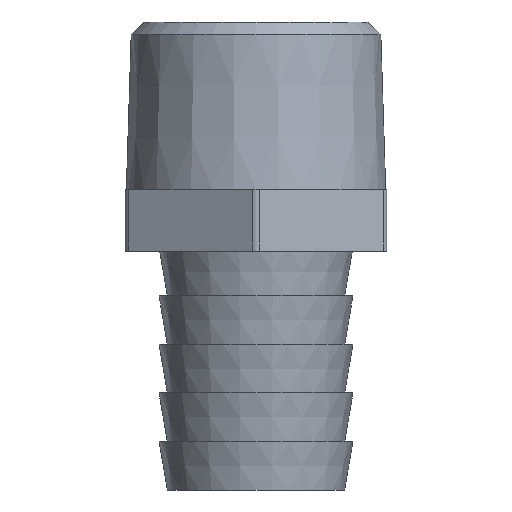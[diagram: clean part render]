
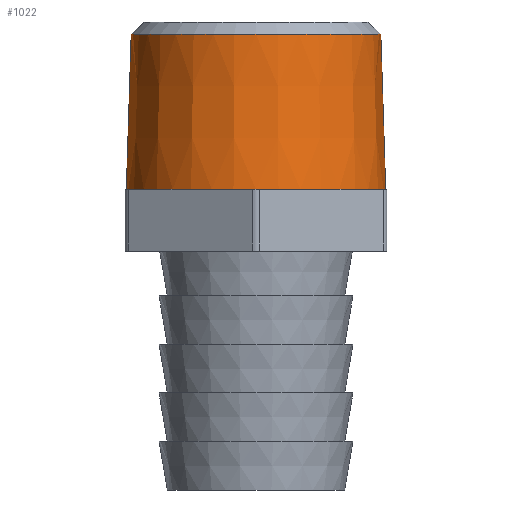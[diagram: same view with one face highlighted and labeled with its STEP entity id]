
A CAD part, front view. The second image highlights one B-rep face of the part: STEP entity #1022.
In plain terms, the highlighted conical face has half-angle 1.79 degrees and reference radius 13.373 mm.
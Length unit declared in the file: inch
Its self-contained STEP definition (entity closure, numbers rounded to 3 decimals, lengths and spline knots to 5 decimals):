
#16 = VERTEX_POINT ( 'NONE', #172 ) ;
#45 = ORIENTED_EDGE ( 'NONE', *, *, #91, .T. ) ;
#54 = CARTESIAN_POINT ( 'NONE',  ( 0.5265, 0., 0.125 ) ) ;
#79 = ORIENTED_EDGE ( 'NONE', *, *, #205, .F. ) ;
#91 = EDGE_CURVE ( 'NONE', #16, #209, #1019, .T. ) ;
#158 = DIRECTION ( 'NONE',  ( 1., 0., 0. ) ) ;
#160 = DIRECTION ( 'NONE',  ( 0., 0., -1. ) ) ;
#172 = CARTESIAN_POINT ( 'NONE',  ( -0.50681, 0., 0.75502 ) ) ;
#183 = CARTESIAN_POINT ( 'NONE',  ( -0.5265, 0., 0.125 ) ) ;
#199 = EDGE_LOOP ( 'NONE', ( #645, #45, #502, #79 ) ) ;
#205 = EDGE_CURVE ( 'NONE', #506, #963, #394, .T. ) ;
#209 = VERTEX_POINT ( 'NONE', #765 ) ;
#370 = EDGE_CURVE ( 'NONE', #506, #16, #725, .T. ) ;
#394 = LINE ( 'NONE', #851, #847 ) ;
#422 = DIRECTION ( 'NONE',  ( 0., 0., -1. ) ) ;
#502 = ORIENTED_EDGE ( 'NONE', *, *, #985, .T. ) ;
#506 = VERTEX_POINT ( 'NONE', #708 ) ;
#535 = CIRCLE ( 'NONE', #723, 0.5265 ) ;
#539 = DIRECTION ( 'NONE',  ( 0., 0., 1. ) ) ;
#553 = AXIS2_PLACEMENT_3D ( 'NONE', #632, #160, #158 ) ;
#632 = CARTESIAN_POINT ( 'NONE',  ( 0., 0., 0.125 ) ) ;
#645 = ORIENTED_EDGE ( 'NONE', *, *, #370, .T. ) ;
#686 = CONICAL_SURFACE ( 'NONE', #553, 0.5265, 0.031 ) ;
#708 = CARTESIAN_POINT ( 'NONE',  ( 0.50681, 0., 0.75502 ) ) ;
#723 = AXIS2_PLACEMENT_3D ( 'NONE', #1088, #539, #1182 ) ;
#725 = CIRCLE ( 'NONE', #919, 0.50681 ) ;
#765 = CARTESIAN_POINT ( 'NONE',  ( -0.5265, 0., 0.125 ) ) ;
#775 = VECTOR ( 'NONE', #838, 39.37008 ) ;
#838 = DIRECTION ( 'NONE',  ( -0.031, 0., -1. ) ) ;
#847 = VECTOR ( 'NONE', #1145, 39.37008 ) ;
#851 = CARTESIAN_POINT ( 'NONE',  ( 0.5265, 0., 0.125 ) ) ;
#919 = AXIS2_PLACEMENT_3D ( 'NONE', #970, #422, #1067 ) ;
#926 = FACE_OUTER_BOUND ( 'NONE', #199, .T. ) ;
#963 = VERTEX_POINT ( 'NONE', #54 ) ;
#970 = CARTESIAN_POINT ( 'NONE',  ( 0., 0., 0.75502 ) ) ;
#985 = EDGE_CURVE ( 'NONE', #209, #963, #535, .T. ) ;
#1019 = LINE ( 'NONE', #183, #775 ) ;
#1022 = ADVANCED_FACE ( 'NONE', ( #926 ), #686, .T. ) ;
#1067 = DIRECTION ( 'NONE',  ( -1., 0., 0. ) ) ;
#1088 = CARTESIAN_POINT ( 'NONE',  ( 0., 0., 0.125 ) ) ;
#1145 = DIRECTION ( 'NONE',  ( 0.031, 0., -1. ) ) ;
#1182 = DIRECTION ( 'NONE',  ( 1., 0., 0. ) ) ;
